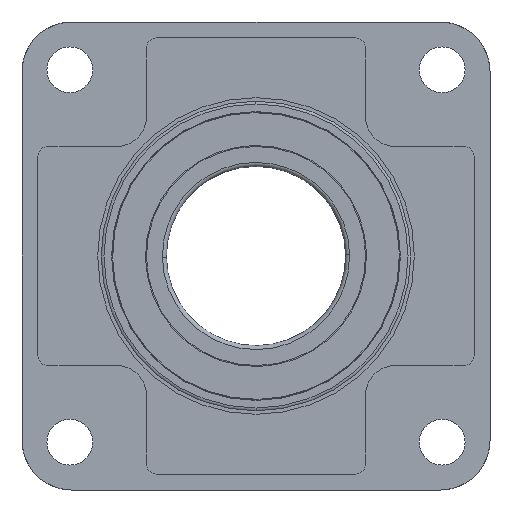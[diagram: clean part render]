
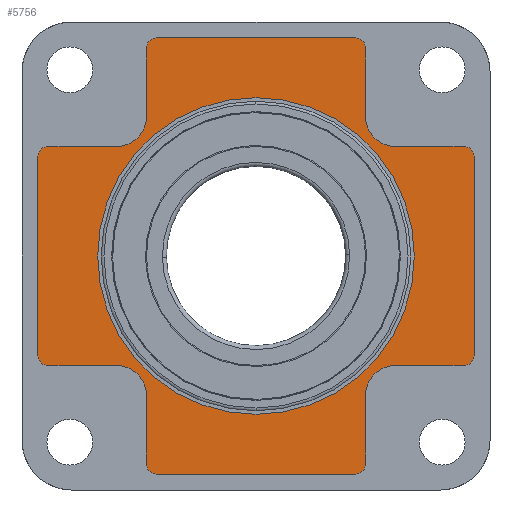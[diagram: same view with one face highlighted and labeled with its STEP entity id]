
A CAD part, front view. The second image highlights one B-rep face of the part: STEP entity #5756.
In plain terms, the highlighted planar face has unit normal (0, -1, 0).
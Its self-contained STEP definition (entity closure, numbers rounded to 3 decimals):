
#1373=CARTESIAN_POINT('',(0.,-26.,0.));
#1374=DIRECTION('',(0.,1.,0.));
#1375=DIRECTION('',(-1.,0.,0.));
#1376=AXIS2_PLACEMENT_3D('',#1373,#1374,#1375);
#1378=CARTESIAN_POINT('',(0.,-26.,0.));
#1379=DIRECTION('',(0.,1.,0.));
#1380=DIRECTION('',(1.,0.,0.));
#1381=AXIS2_PLACEMENT_3D('',#1378,#1379,#1380);
#1383=CARTESIAN_POINT('',(50.,-26.,-104.5));
#1384=DIRECTION('',(0.,-1.,0.));
#1385=DIRECTION('',(0.,0.,-1.));
#1386=AXIS2_PLACEMENT_3D('',#1383,#1384,#1385);
#1388=DIRECTION('',(1.,0.,0.));
#1389=VECTOR('',#1388,100.);
#1390=CARTESIAN_POINT('',(-50.,-26.,-109.5));
#1391=LINE('',#1390,#1389);
#1392=CARTESIAN_POINT('',(-50.,-26.,-104.5));
#1393=DIRECTION('',(0.,-1.,0.));
#1394=DIRECTION('',(-1.,0.,0.));
#1395=AXIS2_PLACEMENT_3D('',#1392,#1393,#1394);
#1397=DIRECTION('',(0.,0.,-1.));
#1398=VECTOR('',#1397,34.5);
#1399=CARTESIAN_POINT('',(-55.,-26.,-70.));
#1400=LINE('',#1399,#1398);
#1401=CARTESIAN_POINT('',(-70.,-26.,-70.));
#1402=DIRECTION('',(0.,1.,0.));
#1403=DIRECTION('',(0.,0.,1.));
#1404=AXIS2_PLACEMENT_3D('',#1401,#1402,#1403);
#1406=DIRECTION('',(1.,0.,0.));
#1407=VECTOR('',#1406,34.5);
#1408=CARTESIAN_POINT('',(-104.5,-26.,-55.));
#1409=LINE('',#1408,#1407);
#1410=CARTESIAN_POINT('',(-104.5,-26.,-50.));
#1411=DIRECTION('',(0.,-1.,0.));
#1412=DIRECTION('',(-1.,0.,0.));
#1413=AXIS2_PLACEMENT_3D('',#1410,#1411,#1412);
#1415=DIRECTION('',(0.,0.,-1.));
#1416=VECTOR('',#1415,100.);
#1417=CARTESIAN_POINT('',(-109.5,-26.,50.));
#1418=LINE('',#1417,#1416);
#1419=CARTESIAN_POINT('',(-104.5,-26.,50.));
#1420=DIRECTION('',(0.,-1.,0.));
#1421=DIRECTION('',(0.,0.,1.));
#1422=AXIS2_PLACEMENT_3D('',#1419,#1420,#1421);
#1424=DIRECTION('',(-1.,0.,0.));
#1425=VECTOR('',#1424,34.5);
#1426=CARTESIAN_POINT('',(-70.,-26.,55.));
#1427=LINE('',#1426,#1425);
#1428=CARTESIAN_POINT('',(-70.,-26.,70.));
#1429=DIRECTION('',(0.,1.,0.));
#1430=DIRECTION('',(1.,0.,0.));
#1431=AXIS2_PLACEMENT_3D('',#1428,#1429,#1430);
#1433=DIRECTION('',(0.,0.,-1.));
#1434=VECTOR('',#1433,34.5);
#1435=CARTESIAN_POINT('',(-55.,-26.,104.5));
#1436=LINE('',#1435,#1434);
#1437=CARTESIAN_POINT('',(-50.,-26.,104.5));
#1438=DIRECTION('',(0.,-1.,0.));
#1439=DIRECTION('',(0.,0.,1.));
#1440=AXIS2_PLACEMENT_3D('',#1437,#1438,#1439);
#1442=DIRECTION('',(-1.,0.,0.));
#1443=VECTOR('',#1442,100.);
#1444=CARTESIAN_POINT('',(50.,-26.,109.5));
#1445=LINE('',#1444,#1443);
#1446=CARTESIAN_POINT('',(50.,-26.,104.5));
#1447=DIRECTION('',(0.,-1.,0.));
#1448=DIRECTION('',(1.,0.,0.));
#1449=AXIS2_PLACEMENT_3D('',#1446,#1447,#1448);
#1451=DIRECTION('',(0.,0.,1.));
#1452=VECTOR('',#1451,34.5);
#1453=CARTESIAN_POINT('',(55.,-26.,70.));
#1454=LINE('',#1453,#1452);
#1455=CARTESIAN_POINT('',(70.,-26.,70.));
#1456=DIRECTION('',(0.,1.,0.));
#1457=DIRECTION('',(0.,0.,-1.));
#1458=AXIS2_PLACEMENT_3D('',#1455,#1456,#1457);
#1460=DIRECTION('',(-1.,0.,0.));
#1461=VECTOR('',#1460,34.5);
#1462=CARTESIAN_POINT('',(104.5,-26.,55.));
#1463=LINE('',#1462,#1461);
#1464=CARTESIAN_POINT('',(104.5,-26.,50.));
#1465=DIRECTION('',(0.,-1.,0.));
#1466=DIRECTION('',(1.,0.,0.));
#1467=AXIS2_PLACEMENT_3D('',#1464,#1465,#1466);
#1469=DIRECTION('',(0.,0.,1.));
#1470=VECTOR('',#1469,100.);
#1471=CARTESIAN_POINT('',(109.5,-26.,-50.));
#1472=LINE('',#1471,#1470);
#1473=CARTESIAN_POINT('',(104.5,-26.,-50.));
#1474=DIRECTION('',(0.,-1.,0.));
#1475=DIRECTION('',(0.,0.,-1.));
#1476=AXIS2_PLACEMENT_3D('',#1473,#1474,#1475);
#1478=DIRECTION('',(1.,0.,0.));
#1479=VECTOR('',#1478,34.5);
#1480=CARTESIAN_POINT('',(70.,-26.,-55.));
#1481=LINE('',#1480,#1479);
#1482=CARTESIAN_POINT('',(70.,-26.,-70.));
#1483=DIRECTION('',(0.,1.,0.));
#1484=DIRECTION('',(-1.,0.,0.));
#1485=AXIS2_PLACEMENT_3D('',#1482,#1483,#1484);
#1487=DIRECTION('',(0.,0.,1.));
#1488=VECTOR('',#1487,34.5);
#1489=CARTESIAN_POINT('',(55.,-26.,-104.5));
#1490=LINE('',#1489,#1488);
#3597=CARTESIAN_POINT('',(-79.5,-26.,0.));
#3598=VERTEX_POINT('',#3597);
#3599=CARTESIAN_POINT('',(79.5,-26.,0.));
#3600=VERTEX_POINT('',#3599);
#3653=CARTESIAN_POINT('',(55.,-26.,-70.));
#3654=CARTESIAN_POINT('',(70.,-26.,-55.));
#3655=VERTEX_POINT('',#3653);
#3656=VERTEX_POINT('',#3654);
#3657=CARTESIAN_POINT('',(70.,-26.,55.));
#3658=CARTESIAN_POINT('',(55.,-26.,70.));
#3659=VERTEX_POINT('',#3657);
#3660=VERTEX_POINT('',#3658);
#3661=CARTESIAN_POINT('',(-55.,-26.,70.));
#3662=CARTESIAN_POINT('',(-70.,-26.,55.));
#3663=VERTEX_POINT('',#3661);
#3664=VERTEX_POINT('',#3662);
#3665=CARTESIAN_POINT('',(-70.,-26.,-55.));
#3666=CARTESIAN_POINT('',(-55.,-26.,-70.));
#3667=VERTEX_POINT('',#3665);
#3668=VERTEX_POINT('',#3666);
#3685=CARTESIAN_POINT('',(50.,-26.,-109.5));
#3686=CARTESIAN_POINT('',(55.,-26.,-104.5));
#3687=VERTEX_POINT('',#3685);
#3688=VERTEX_POINT('',#3686);
#3693=CARTESIAN_POINT('',(-55.,-26.,-104.5));
#3694=CARTESIAN_POINT('',(-50.,-26.,-109.5));
#3695=VERTEX_POINT('',#3693);
#3696=VERTEX_POINT('',#3694);
#3701=CARTESIAN_POINT('',(-109.5,-26.,-50.));
#3702=CARTESIAN_POINT('',(-104.5,-26.,-55.));
#3703=VERTEX_POINT('',#3701);
#3704=VERTEX_POINT('',#3702);
#3709=CARTESIAN_POINT('',(104.5,-26.,-55.));
#3710=CARTESIAN_POINT('',(109.5,-26.,-50.));
#3711=VERTEX_POINT('',#3709);
#3712=VERTEX_POINT('',#3710);
#3717=CARTESIAN_POINT('',(-104.5,-26.,55.));
#3718=CARTESIAN_POINT('',(-109.5,-26.,50.));
#3719=VERTEX_POINT('',#3717);
#3720=VERTEX_POINT('',#3718);
#3725=CARTESIAN_POINT('',(-50.,-26.,109.5));
#3726=CARTESIAN_POINT('',(-55.,-26.,104.5));
#3727=VERTEX_POINT('',#3725);
#3728=VERTEX_POINT('',#3726);
#3733=CARTESIAN_POINT('',(109.5,-26.,50.));
#3734=VERTEX_POINT('',#3733);
#3735=CARTESIAN_POINT('',(50.,-26.,109.5));
#3736=VERTEX_POINT('',#3735);
#3741=CARTESIAN_POINT('',(55.,-26.,104.5));
#3742=VERTEX_POINT('',#3741);
#3745=CARTESIAN_POINT('',(104.5,-26.,55.));
#3746=VERTEX_POINT('',#3745);
#5697=CARTESIAN_POINT('',(0.,-26.,0.));
#5698=DIRECTION('',(0.,-1.,0.));
#5699=DIRECTION('',(-1.,0.,0.));
#5700=AXIS2_PLACEMENT_3D('',#5697,#5698,#5699);
#5701=PLANE('',#5700);
#5703=ORIENTED_EDGE('',*,*,#5702,.F.);
#5705=ORIENTED_EDGE('',*,*,#5704,.F.);
#5707=ORIENTED_EDGE('',*,*,#5706,.F.);
#5709=ORIENTED_EDGE('',*,*,#5708,.F.);
#5711=ORIENTED_EDGE('',*,*,#5710,.F.);
#5713=ORIENTED_EDGE('',*,*,#5712,.F.);
#5715=ORIENTED_EDGE('',*,*,#5714,.F.);
#5717=ORIENTED_EDGE('',*,*,#5716,.F.);
#5719=ORIENTED_EDGE('',*,*,#5718,.F.);
#5721=ORIENTED_EDGE('',*,*,#5720,.F.);
#5723=ORIENTED_EDGE('',*,*,#5722,.F.);
#5725=ORIENTED_EDGE('',*,*,#5724,.F.);
#5727=ORIENTED_EDGE('',*,*,#5726,.F.);
#5729=ORIENTED_EDGE('',*,*,#5728,.F.);
#5731=ORIENTED_EDGE('',*,*,#5730,.F.);
#5733=ORIENTED_EDGE('',*,*,#5732,.F.);
#5735=ORIENTED_EDGE('',*,*,#5734,.F.);
#5737=ORIENTED_EDGE('',*,*,#5736,.F.);
#5739=ORIENTED_EDGE('',*,*,#5738,.F.);
#5741=ORIENTED_EDGE('',*,*,#5740,.F.);
#5743=ORIENTED_EDGE('',*,*,#5742,.F.);
#5745=ORIENTED_EDGE('',*,*,#5744,.F.);
#5747=ORIENTED_EDGE('',*,*,#5746,.F.);
#5749=ORIENTED_EDGE('',*,*,#5748,.F.);
#5750=EDGE_LOOP('',(#5703,#5705,#5707,#5709,#5711,#5713,#5715,#5717,#5719,#5721,
#5723,#5725,#5727,#5729,#5731,#5733,#5735,#5737,#5739,#5741,#5743,#5745,#5747,
#5749));
#5751=FACE_OUTER_BOUND('',#5750,.F.);
#5752=ORIENTED_EDGE('',*,*,#5676,.F.);
#5753=ORIENTED_EDGE('',*,*,#5692,.F.);
#5754=EDGE_LOOP('',(#5752,#5753));
#5755=FACE_BOUND('',#5754,.F.);
#5756=ADVANCED_FACE('',(#5751,#5755),#5701,.T.);
#1377=CIRCLE('',#1376,79.5);
#1382=CIRCLE('',#1381,79.5);
#1387=CIRCLE('',#1386,5.);
#1396=CIRCLE('',#1395,5.);
#1405=CIRCLE('',#1404,15.);
#1414=CIRCLE('',#1413,5.);
#1423=CIRCLE('',#1422,5.);
#1432=CIRCLE('',#1431,15.);
#1441=CIRCLE('',#1440,5.);
#1450=CIRCLE('',#1449,5.);
#1459=CIRCLE('',#1458,15.);
#1468=CIRCLE('',#1467,5.);
#1477=CIRCLE('',#1476,5.);
#1486=CIRCLE('',#1485,15.);
#5676=EDGE_CURVE('',#3598,#3600,#1377,.T.);
#5692=EDGE_CURVE('',#3600,#3598,#1382,.T.);
#5702=EDGE_CURVE('',#3687,#3688,#1387,.T.);
#5704=EDGE_CURVE('',#3696,#3687,#1391,.T.);
#5706=EDGE_CURVE('',#3695,#3696,#1396,.T.);
#5708=EDGE_CURVE('',#3668,#3695,#1400,.T.);
#5710=EDGE_CURVE('',#3667,#3668,#1405,.T.);
#5712=EDGE_CURVE('',#3704,#3667,#1409,.T.);
#5714=EDGE_CURVE('',#3703,#3704,#1414,.T.);
#5716=EDGE_CURVE('',#3720,#3703,#1418,.T.);
#5718=EDGE_CURVE('',#3719,#3720,#1423,.T.);
#5720=EDGE_CURVE('',#3664,#3719,#1427,.T.);
#5722=EDGE_CURVE('',#3663,#3664,#1432,.T.);
#5724=EDGE_CURVE('',#3728,#3663,#1436,.T.);
#5726=EDGE_CURVE('',#3727,#3728,#1441,.T.);
#5728=EDGE_CURVE('',#3736,#3727,#1445,.T.);
#5730=EDGE_CURVE('',#3742,#3736,#1450,.T.);
#5732=EDGE_CURVE('',#3660,#3742,#1454,.T.);
#5734=EDGE_CURVE('',#3659,#3660,#1459,.T.);
#5736=EDGE_CURVE('',#3746,#3659,#1463,.T.);
#5738=EDGE_CURVE('',#3734,#3746,#1468,.T.);
#5740=EDGE_CURVE('',#3712,#3734,#1472,.T.);
#5742=EDGE_CURVE('',#3711,#3712,#1477,.T.);
#5744=EDGE_CURVE('',#3656,#3711,#1481,.T.);
#5746=EDGE_CURVE('',#3655,#3656,#1486,.T.);
#5748=EDGE_CURVE('',#3688,#3655,#1490,.T.);
